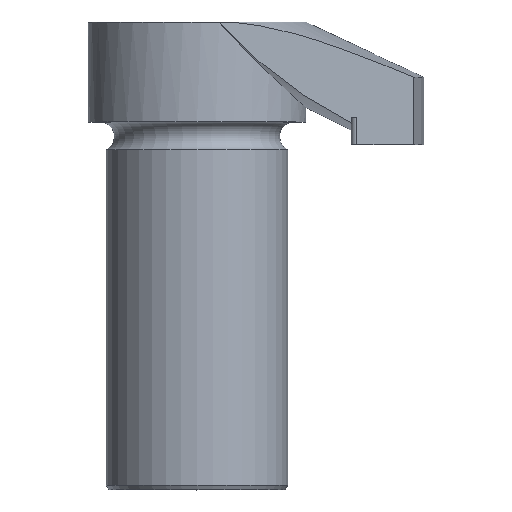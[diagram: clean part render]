
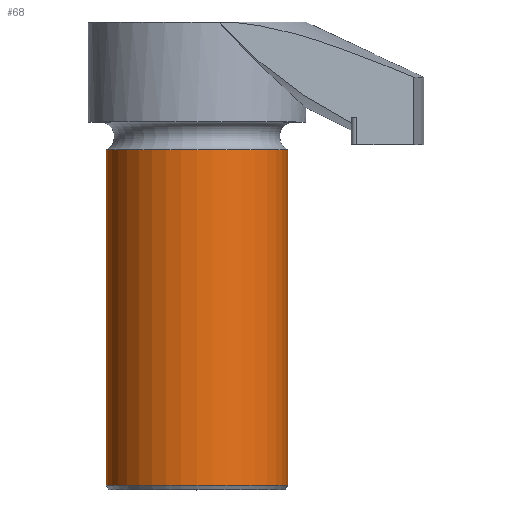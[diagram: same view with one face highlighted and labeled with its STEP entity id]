
A CAD part, top view. The second image highlights one B-rep face of the part: STEP entity #68.
In plain terms, the highlighted cylindrical face has radius 10 mm (diameter 20 mm), a full revolution.
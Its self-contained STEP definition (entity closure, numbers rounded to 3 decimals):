
#68 = ADVANCED_FACE( '', ( #149, #150 ), #151, .T. );
#149 = FACE_OUTER_BOUND( '', #247, .T. );
#150 = FACE_OUTER_BOUND( '', #248, .T. );
#151 = CYLINDRICAL_SURFACE( '', #249, 10. );
#247 = EDGE_LOOP( '', ( #379 ) );
#248 = EDGE_LOOP( '', ( #380 ) );
#249 = AXIS2_PLACEMENT_3D( '', #381, #382, #383 );
#379 = ORIENTED_EDGE( '', *, *, #545, .F. );
#380 = ORIENTED_EDGE( '', *, *, #546, .T. );
#381 = CARTESIAN_POINT( '', ( 0., 0., 0. ) );
#382 = DIRECTION( '', ( 0., 1., 0. ) );
#383 = DIRECTION( '', ( 0., 0., -1. ) );
#545 = EDGE_CURVE( '', #643, #643, #644, .T. );
#546 = EDGE_CURVE( '', #645, #645, #646, .T. );
#643 = VERTEX_POINT( '', #866 );
#644 = CIRCLE( '', #867, 10. );
#645 = VERTEX_POINT( '', #868 );
#646 = CIRCLE( '', #869, 10. );
#866 = CARTESIAN_POINT( '', ( 0., 0.5, -10. ) );
#867 = AXIS2_PLACEMENT_3D( '', #979, #980, #981 );
#868 = CARTESIAN_POINT( '', ( 0., 37.461, -10. ) );
#869 = AXIS2_PLACEMENT_3D( '', #982, #983, #984 );
#979 = CARTESIAN_POINT( '', ( 0., 0.5, 0. ) );
#980 = DIRECTION( '', ( 0., -1., 0. ) );
#981 = DIRECTION( '', ( 0., 0., -1. ) );
#982 = CARTESIAN_POINT( '', ( 0., 37.461, 0. ) );
#983 = DIRECTION( '', ( 0., -1., 0. ) );
#984 = DIRECTION( '', ( 0., 0., -1. ) );
